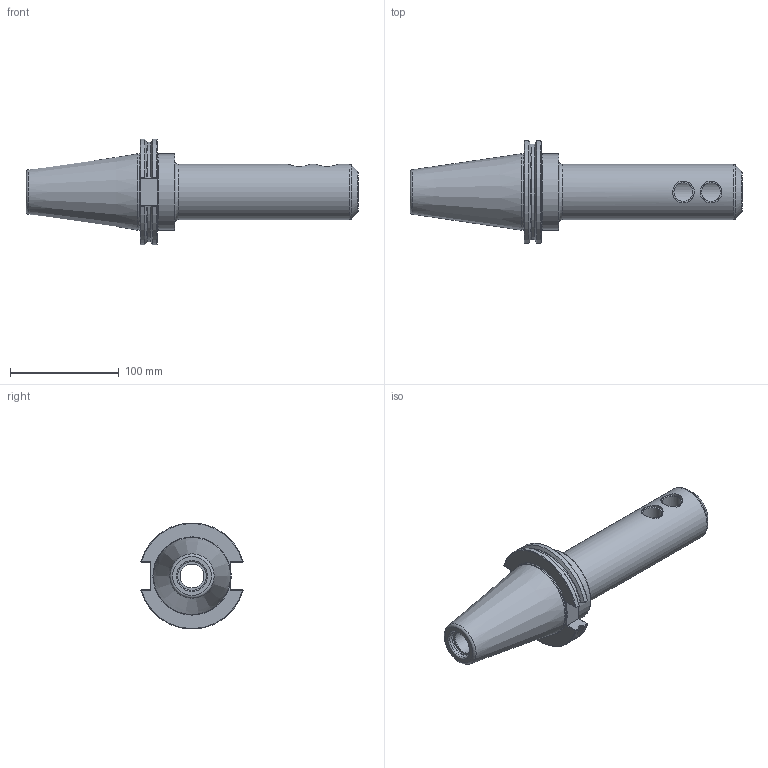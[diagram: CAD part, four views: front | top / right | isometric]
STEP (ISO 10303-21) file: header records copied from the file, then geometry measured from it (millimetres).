
FILE_DESCRIPTION(/* description */ (''),/* implementation_level */ '2;1');
FILE_NAME(/* name */ 'CAT50-EM100-0800.stp',/* time_stamp */ '2019-07-17T13:06:18-05:00',/* author */ ('ldfli'),/* organization */ (''),/* preprocessor_version */ 'ST-DEVELOPER v18',/* originating_system */ 'Autodesk Inventor LT',/* authorisation */ '');
FILE_SCHEMA (('AUTOMOTIVE_DESIGN { 1 0 10303 214 3 1 1 }'));
Length unit declared in the file: millimetre
Products named in the file (1): CAT50-EM100-0800
Bounding box: 304.82 x 93.8 x 97.14 mm (x, y, z)
Volume: 623954 mm3; surface area: 87132 mm2
Topology: 1 solids, 1 shells, 78 faces, 234 edges, 165 vertices
Faces by surface type: plane 34, cylinder 19, torus 14, cone 11
Full cylindrical faces by diameter (mm): 10 x1, 17.323 x2, 20 x2, 21.971 x1, 25.4 x1, 26.2 x1, 26.4 x1, 26.7 x1, 50.8 x1, 69.849 x1, 70.199 x1
Entity records: 2909 total; most frequent: CARTESIAN_POINT 744, ORIENTED_EDGE 468, DIRECTION 449, EDGE_CURVE 234, AXIS2_PLACEMENT_3D 185, VERTEX_POINT 165, CIRCLE 106, EDGE_LOOP 91
